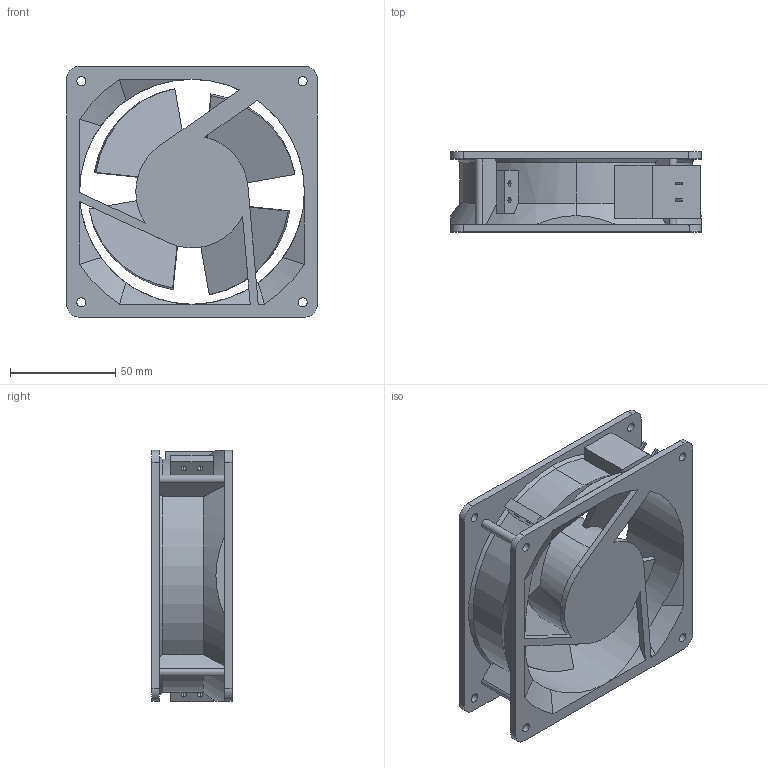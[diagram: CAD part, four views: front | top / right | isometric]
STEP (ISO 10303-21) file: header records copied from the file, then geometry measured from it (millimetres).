
FILE_DESCRIPTION(('starvars output'),'2;1');
FILE_NAME('4715TS-10T-B50-BM0_3D.stp','14:07:18 2012/10/17',( 'Thomas Industrial Network Germany GmbH'),( 'Thomas Industrial Network Germany GmbH'),'unknown preprocess','ACIS' ,'unknown authorization');
FILE_SCHEMA(('AUTOMOTIVE_DESIGN_CC2 {UNKNOWN IMPLEMENTATION LEVEL}'));
Length unit declared in the file: millimetre
Products named in the file (1): PRODUCT_ID_1
Bounding box: 119 x 38 x 119.24 mm (x, y, z)
Volume: 168592.6 mm3; surface area: 69204.5 mm2
Topology: 1 solids, 1 shells, 166 faces, 463 edges, 304 vertices
Faces by surface type: plane 86, cylinder 63, cone 17
Entity records: 6204 total; most frequent: ORIENTED_EDGE 926, CARTESIAN_POINT 877, DIRECTION 705, EDGE_CURVE 463, VERTEX_POINT 304, VECTOR 237, LINE 237, AXIS2_PLACEMENT_3D 234
